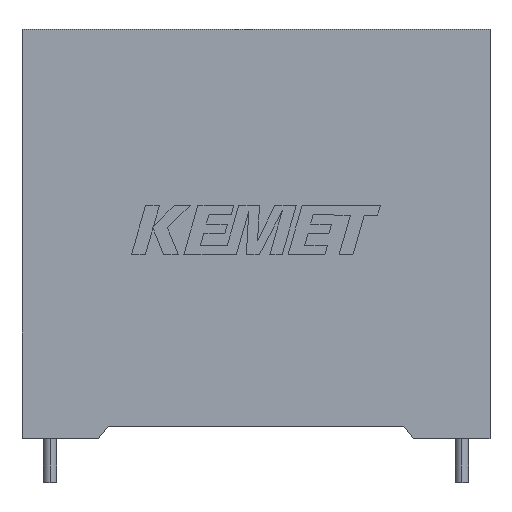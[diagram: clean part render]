
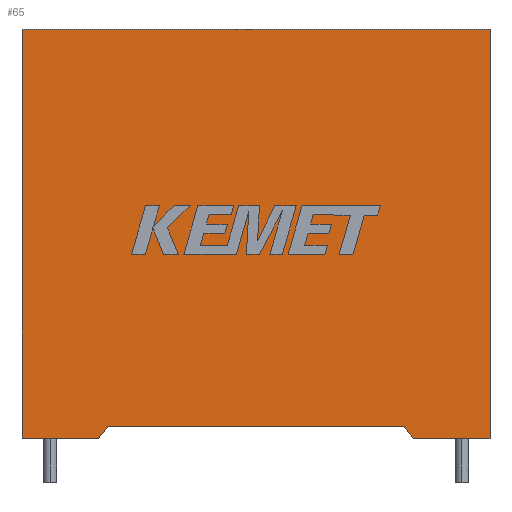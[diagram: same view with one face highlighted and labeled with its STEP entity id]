
A CAD part, top view. The second image highlights one B-rep face of the part: STEP entity #65.
In plain terms, the highlighted planar face has unit normal (0, 0, 1).
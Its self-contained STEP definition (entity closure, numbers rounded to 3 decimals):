
#5 = ORIENTED_EDGE ( 'NONE', *, *, #135, .T. ) ;
#65 = ADVANCED_FACE ( 'NONE', ( #261 ), #856, .F. ) ;
#135 = EDGE_CURVE ( 'NONE', #2431, #1481, #417, .T. ) ;
#145 = CARTESIAN_POINT ( 'NONE',  ( 42.6, 37.2, 28.4 ) ) ;
#261 = FACE_OUTER_BOUND ( 'NONE', #1946, .T. ) ;
#374 = DIRECTION ( 'NONE',  ( -1., 0., 0. ) ) ;
#384 = CARTESIAN_POINT ( 'NONE',  ( 42.6, 0., 28.4 ) ) ;
#417 = LINE ( 'NONE', #2372, #2036 ) ;
#447 = CARTESIAN_POINT ( 'NONE',  ( 35.65, 0., 28.4 ) ) ;
#487 = CARTESIAN_POINT ( 'NONE',  ( 34.75, 1.094, 28.4 ) ) ;
#526 = LINE ( 'NONE', #1380, #1554 ) ;
#544 = LINE ( 'NONE', #1841, #1620 ) ;
#559 = VECTOR ( 'NONE', #1458, 1000. ) ;
#678 = VERTEX_POINT ( 'NONE', #384 ) ;
#786 = VECTOR ( 'NONE', #3075, 1000. ) ;
#797 = DIRECTION ( 'NONE',  ( 1., 0., 0. ) ) ;
#856 = PLANE ( 'NONE',  #1430 ) ;
#866 = EDGE_CURVE ( 'NONE', #1481, #2239, #2379, .T. ) ;
#889 = VERTEX_POINT ( 'NONE', #1775 ) ;
#890 = VERTEX_POINT ( 'NONE', #2759 ) ;
#1001 = EDGE_CURVE ( 'NONE', #890, #889, #3135, .T. ) ;
#1078 = ORIENTED_EDGE ( 'NONE', *, *, #866, .T. ) ;
#1153 = CARTESIAN_POINT ( 'NONE',  ( 42.6, 0., 28.4 ) ) ;
#1214 = DIRECTION ( 'NONE',  ( -0.635, -0.772, 0. ) ) ;
#1279 = EDGE_CURVE ( 'NONE', #890, #3049, #2491, .T. ) ;
#1298 = EDGE_CURVE ( 'NONE', #889, #2239, #2154, .T. ) ;
#1343 = DIRECTION ( 'NONE',  ( 1., 0., 0. ) ) ;
#1347 = DIRECTION ( 'NONE',  ( -1., 0., 0. ) ) ;
#1380 = CARTESIAN_POINT ( 'NONE',  ( 0., 37.2, 28.4 ) ) ;
#1390 = CARTESIAN_POINT ( 'NONE',  ( 0., 0., 28.4 ) ) ;
#1403 = EDGE_CURVE ( 'NONE', #2669, #2431, #526, .T. ) ;
#1430 = AXIS2_PLACEMENT_3D ( 'NONE', #2789, #2540, #374 ) ;
#1435 = ORIENTED_EDGE ( 'NONE', *, *, #1403, .T. ) ;
#1458 = DIRECTION ( 'NONE',  ( 0.635, -0.772, 0. ) ) ;
#1481 = VERTEX_POINT ( 'NONE', #1390 ) ;
#1554 = VECTOR ( 'NONE', #1347, 1000. ) ;
#1620 = VECTOR ( 'NONE', #1343, 1000. ) ;
#1775 = CARTESIAN_POINT ( 'NONE',  ( 7.85, 1.094, 28.4 ) ) ;
#1830 = ORIENTED_EDGE ( 'NONE', *, *, #1001, .F. ) ;
#1841 = CARTESIAN_POINT ( 'NONE',  ( 0., 0., 28.4 ) ) ;
#1923 = VECTOR ( 'NONE', #1214, 1000. ) ;
#1946 = EDGE_LOOP ( 'NONE', ( #1830, #2201, #2742, #2941, #1435, #5, #1078, #2351 ) ) ;
#2036 = VECTOR ( 'NONE', #3119, 1000. ) ;
#2154 = LINE ( 'NONE', #2649, #1923 ) ;
#2201 = ORIENTED_EDGE ( 'NONE', *, *, #1279, .T. ) ;
#2239 = VERTEX_POINT ( 'NONE', #2468 ) ;
#2351 = ORIENTED_EDGE ( 'NONE', *, *, #1298, .F. ) ;
#2352 = CARTESIAN_POINT ( 'NONE',  ( 21.3, 1.094, 28.4 ) ) ;
#2372 = CARTESIAN_POINT ( 'NONE',  ( 0., 0., 28.4 ) ) ;
#2379 = LINE ( 'NONE', #2729, #3058 ) ;
#2431 = VERTEX_POINT ( 'NONE', #2991 ) ;
#2468 = CARTESIAN_POINT ( 'NONE',  ( 6.95, 0., 28.4 ) ) ;
#2482 = EDGE_CURVE ( 'NONE', #678, #2669, #2744, .T. ) ;
#2491 = LINE ( 'NONE', #487, #559 ) ;
#2528 = VECTOR ( 'NONE', #3077, 1000. ) ;
#2540 = DIRECTION ( 'NONE',  ( 0., 0., -1. ) ) ;
#2649 = CARTESIAN_POINT ( 'NONE',  ( 7.85, 1.094, 28.4 ) ) ;
#2669 = VERTEX_POINT ( 'NONE', #145 ) ;
#2729 = CARTESIAN_POINT ( 'NONE',  ( 0., 0., 28.4 ) ) ;
#2742 = ORIENTED_EDGE ( 'NONE', *, *, #2965, .T. ) ;
#2744 = LINE ( 'NONE', #1153, #786 ) ;
#2759 = CARTESIAN_POINT ( 'NONE',  ( 34.75, 1.094, 28.4 ) ) ;
#2789 = CARTESIAN_POINT ( 'NONE',  ( 0., 0., 28.4 ) ) ;
#2941 = ORIENTED_EDGE ( 'NONE', *, *, #2482, .T. ) ;
#2965 = EDGE_CURVE ( 'NONE', #3049, #678, #544, .T. ) ;
#2991 = CARTESIAN_POINT ( 'NONE',  ( 0., 37.2, 28.4 ) ) ;
#3049 = VERTEX_POINT ( 'NONE', #447 ) ;
#3058 = VECTOR ( 'NONE', #797, 1000. ) ;
#3075 = DIRECTION ( 'NONE',  ( 0., 1., 0. ) ) ;
#3077 = DIRECTION ( 'NONE',  ( -1., 0., 0. ) ) ;
#3119 = DIRECTION ( 'NONE',  ( 0., -1., 0. ) ) ;
#3135 = LINE ( 'NONE', #2352, #2528 ) ;
